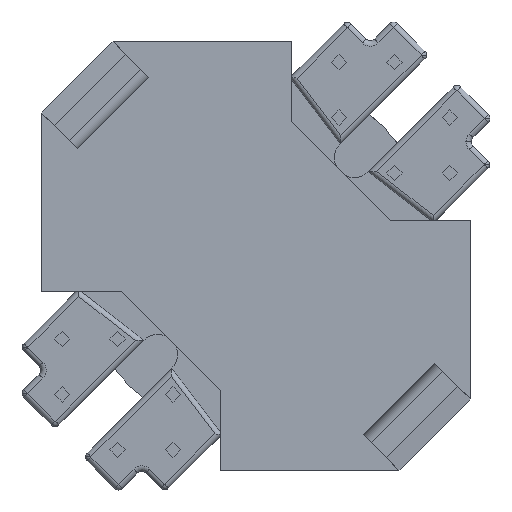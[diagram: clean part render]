
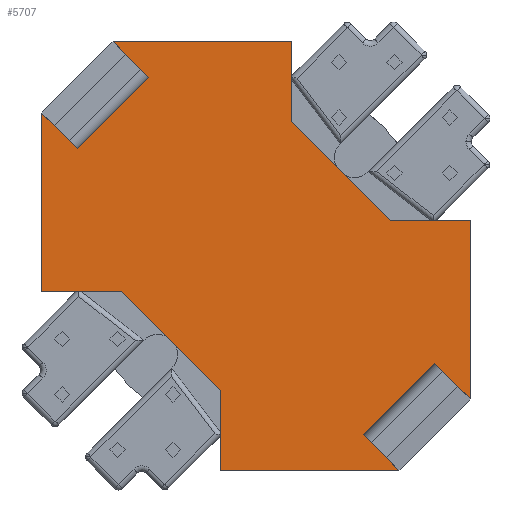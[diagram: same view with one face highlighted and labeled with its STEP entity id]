
A CAD part, front view. The second image highlights one B-rep face of the part: STEP entity #5707.
In plain terms, the highlighted face is planar.
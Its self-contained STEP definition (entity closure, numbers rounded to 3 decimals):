
#1 = DIRECTION ( 'NONE',  ( 0., -0.707, 0.707 ) ) ;
#105 = EDGE_CURVE ( 'NONE', #4827, #596, #6247, .T. ) ;
#130 = ORIENTED_EDGE ( 'NONE', *, *, #347, .T. ) ;
#222 = LINE ( 'NONE', #7701, #5249 ) ;
#265 = EDGE_CURVE ( 'NONE', #8694, #8731, #1187, .T. ) ;
#284 = DIRECTION ( 'NONE',  ( 0., 0.707, -0.707 ) ) ;
#347 = EDGE_CURVE ( 'NONE', #2437, #2863, #5537, .T. ) ;
#370 = VERTEX_POINT ( 'NONE', #8454 ) ;
#463 = EDGE_LOOP ( 'NONE', ( #6918, #5424, #3367, #5024, #5202, #1157, #5170, #7887, #4804, #6913, #6840, #130, #5293, #7654, #3296, #6023 ) ) ;
#482 = CARTESIAN_POINT ( 'NONE',  ( 0., -5.79, -16.2 ) ) ;
#563 = LINE ( 'NONE', #5737, #6174 ) ;
#596 = VERTEX_POINT ( 'NONE', #8184 ) ;
#690 = VECTOR ( 'NONE', #4429, 1000. ) ;
#828 = VERTEX_POINT ( 'NONE', #3495 ) ;
#979 = EDGE_CURVE ( 'NONE', #6926, #2754, #4525, .T. ) ;
#1046 = DIRECTION ( 'NONE',  ( 0., 0.707, 0.707 ) ) ;
#1076 = CARTESIAN_POINT ( 'NONE',  ( 0., -5.79, 0. ) ) ;
#1157 = ORIENTED_EDGE ( 'NONE', *, *, #265, .T. ) ;
#1187 = LINE ( 'NONE', #1076, #2655 ) ;
#1236 = VECTOR ( 'NONE', #7595, 1000. ) ;
#1237 = VECTOR ( 'NONE', #4667, 1000. ) ;
#1313 = CARTESIAN_POINT ( 'NONE',  ( 0., -14.83, -13.6 ) ) ;
#1339 = CARTESIAN_POINT ( 'NONE',  ( 0., -5.79, 0. ) ) ;
#1601 = VERTEX_POINT ( 'NONE', #2582 ) ;
#1961 = CARTESIAN_POINT ( 'NONE',  ( 0., 0., -5.79 ) ) ;
#1997 = LINE ( 'NONE', #2235, #5823 ) ;
#2034 = CARTESIAN_POINT ( 'NONE',  ( 0., -20.93, -5.79 ) ) ;
#2081 = PLANE ( 'NONE',  #2886 ) ;
#2084 = CARTESIAN_POINT ( 'NONE',  ( 0., -8.39, -2.6 ) ) ;
#2235 = CARTESIAN_POINT ( 'NONE',  ( 0., -8.39, -13.6 ) ) ;
#2311 = EDGE_CURVE ( 'NONE', #2863, #2818, #1997, .T. ) ;
#2437 = VERTEX_POINT ( 'NONE', #3256 ) ;
#2453 = VECTOR ( 'NONE', #4917, 1000. ) ;
#2582 = CARTESIAN_POINT ( 'NONE',  ( 0., -23.22, -10.41 ) ) ;
#2607 = CARTESIAN_POINT ( 'NONE',  ( 0., 0., -10.41 ) ) ;
#2644 = DIRECTION ( 'NONE',  ( 0., 0., -1. ) ) ;
#2655 = VECTOR ( 'NONE', #1046, 1000. ) ;
#2754 = VERTEX_POINT ( 'NONE', #7855 ) ;
#2818 = VERTEX_POINT ( 'NONE', #1313 ) ;
#2863 = VERTEX_POINT ( 'NONE', #7192 ) ;
#2886 = AXIS2_PLACEMENT_3D ( 'NONE', #7852, #9230, #5594 ) ;
#3027 = VECTOR ( 'NONE', #5769, 1000. ) ;
#3208 = CARTESIAN_POINT ( 'NONE',  ( 0., -23.22, -5.79 ) ) ;
#3213 = CARTESIAN_POINT ( 'NONE',  ( 0., -23.22, -5.79 ) ) ;
#3256 = CARTESIAN_POINT ( 'NONE',  ( 0., -5.79, -16.2 ) ) ;
#3296 = ORIENTED_EDGE ( 'NONE', *, *, #6930, .T. ) ;
#3327 = LINE ( 'NONE', #3757, #3770 ) ;
#3367 = ORIENTED_EDGE ( 'NONE', *, *, #7246, .T. ) ;
#3409 = VERTEX_POINT ( 'NONE', #8337 ) ;
#3427 = CARTESIAN_POINT ( 'NONE',  ( 0., 0., -10.41 ) ) ;
#3495 = CARTESIAN_POINT ( 'NONE',  ( 0., -14.83, -2.6 ) ) ;
#3550 = DIRECTION ( 'NONE',  ( 0., -0.707, -0.707 ) ) ;
#3683 = VECTOR ( 'NONE', #2644, 1000. ) ;
#3757 = CARTESIAN_POINT ( 'NONE',  ( 0., 0., -5.79 ) ) ;
#3770 = VECTOR ( 'NONE', #284, 1000. ) ;
#3809 = LINE ( 'NONE', #7241, #690 ) ;
#4423 = VERTEX_POINT ( 'NONE', #5797 ) ;
#4429 = DIRECTION ( 'NONE',  ( 0., -1., 0. ) ) ;
#4514 = DIRECTION ( 'NONE',  ( 0., 0., -1. ) ) ;
#4525 = LINE ( 'NONE', #8760, #8931 ) ;
#4544 = VECTOR ( 'NONE', #9084, 1000. ) ;
#4667 = DIRECTION ( 'NONE',  ( 0., -0.707, -0.707 ) ) ;
#4804 = ORIENTED_EDGE ( 'NONE', *, *, #7440, .T. ) ;
#4827 = VERTEX_POINT ( 'NONE', #3427 ) ;
#4917 = DIRECTION ( 'NONE',  ( 0., -1., 0. ) ) ;
#5011 = EDGE_CURVE ( 'NONE', #4827, #2437, #7767, .T. ) ;
#5024 = ORIENTED_EDGE ( 'NONE', *, *, #7975, .T. ) ;
#5081 = EDGE_CURVE ( 'NONE', #6926, #5509, #7648, .T. ) ;
#5170 = ORIENTED_EDGE ( 'NONE', *, *, #6112, .T. ) ;
#5202 = ORIENTED_EDGE ( 'NONE', *, *, #7559, .T. ) ;
#5230 = DIRECTION ( 'NONE',  ( 0., -1., 0. ) ) ;
#5249 = VECTOR ( 'NONE', #6253, 1000. ) ;
#5293 = ORIENTED_EDGE ( 'NONE', *, *, #2311, .T. ) ;
#5355 = LINE ( 'NONE', #2084, #3027 ) ;
#5424 = ORIENTED_EDGE ( 'NONE', *, *, #5081, .T. ) ;
#5509 = VERTEX_POINT ( 'NONE', #3208 ) ;
#5522 = VERTEX_POINT ( 'NONE', #1961 ) ;
#5537 = LINE ( 'NONE', #482, #4544 ) ;
#5594 = DIRECTION ( 'NONE',  ( 0., -1., 0. ) ) ;
#5597 = LINE ( 'NONE', #5602, #3683 ) ;
#5602 = CARTESIAN_POINT ( 'NONE',  ( 0., -2.29, -5.79 ) ) ;
#5707 = ADVANCED_FACE ( 'NONE', ( #6837 ), #2081, .T. ) ;
#5737 = CARTESIAN_POINT ( 'NONE',  ( 0., -17.43, -16.2 ) ) ;
#5769 = DIRECTION ( 'NONE',  ( 0., 1., 0. ) ) ;
#5797 = CARTESIAN_POINT ( 'NONE',  ( 0., -2.29, -5.79 ) ) ;
#5823 = VECTOR ( 'NONE', #8753, 1000. ) ;
#6023 = ORIENTED_EDGE ( 'NONE', *, *, #9342, .F. ) ;
#6112 = EDGE_CURVE ( 'NONE', #8731, #5522, #3327, .T. ) ;
#6174 = VECTOR ( 'NONE', #3550, 1000. ) ;
#6247 = LINE ( 'NONE', #8194, #7251 ) ;
#6253 = DIRECTION ( 'NONE',  ( 0., -1., 0. ) ) ;
#6370 = CARTESIAN_POINT ( 'NONE',  ( 0., -17.43, 0. ) ) ;
#6837 = FACE_OUTER_BOUND ( 'NONE', #463, .T. ) ;
#6840 = ORIENTED_EDGE ( 'NONE', *, *, #5011, .T. ) ;
#6913 = ORIENTED_EDGE ( 'NONE', *, *, #105, .F. ) ;
#6918 = ORIENTED_EDGE ( 'NONE', *, *, #979, .F. ) ;
#6926 = VERTEX_POINT ( 'NONE', #2034 ) ;
#6930 = EDGE_CURVE ( 'NONE', #3409, #1601, #8344, .T. ) ;
#7192 = CARTESIAN_POINT ( 'NONE',  ( 0., -8.39, -13.6 ) ) ;
#7205 = CARTESIAN_POINT ( 'NONE',  ( 0., -23.22, -10.41 ) ) ;
#7241 = CARTESIAN_POINT ( 'NONE',  ( 0., -23.22, -10.41 ) ) ;
#7246 = EDGE_CURVE ( 'NONE', #5509, #370, #7642, .T. ) ;
#7251 = VECTOR ( 'NONE', #5230, 1000. ) ;
#7283 = EDGE_CURVE ( 'NONE', #2818, #3409, #563, .T. ) ;
#7321 = EDGE_CURVE ( 'NONE', #5522, #4423, #222, .T. ) ;
#7440 = EDGE_CURVE ( 'NONE', #4423, #596, #5597, .T. ) ;
#7536 = VECTOR ( 'NONE', #1, 1000. ) ;
#7559 = EDGE_CURVE ( 'NONE', #828, #8694, #5355, .T. ) ;
#7595 = DIRECTION ( 'NONE',  ( 0., 0.707, 0.707 ) ) ;
#7619 = LINE ( 'NONE', #6370, #8198 ) ;
#7642 = LINE ( 'NONE', #3213, #1236 ) ;
#7648 = LINE ( 'NONE', #7775, #2453 ) ;
#7654 = ORIENTED_EDGE ( 'NONE', *, *, #7283, .T. ) ;
#7688 = CARTESIAN_POINT ( 'NONE',  ( 0., -8.39, -2.6 ) ) ;
#7701 = CARTESIAN_POINT ( 'NONE',  ( 0., 0., -5.79 ) ) ;
#7767 = LINE ( 'NONE', #2607, #1237 ) ;
#7775 = CARTESIAN_POINT ( 'NONE',  ( 0., -23.22, -5.79 ) ) ;
#7852 = CARTESIAN_POINT ( 'NONE',  ( 0., 0., -16.2 ) ) ;
#7855 = CARTESIAN_POINT ( 'NONE',  ( 0., -20.93, -10.41 ) ) ;
#7887 = ORIENTED_EDGE ( 'NONE', *, *, #7321, .T. ) ;
#7975 = EDGE_CURVE ( 'NONE', #370, #828, #7619, .T. ) ;
#8184 = CARTESIAN_POINT ( 'NONE',  ( 0., -2.29, -10.41 ) ) ;
#8194 = CARTESIAN_POINT ( 'NONE',  ( 0., 0., -10.41 ) ) ;
#8198 = VECTOR ( 'NONE', #8554, 1000. ) ;
#8337 = CARTESIAN_POINT ( 'NONE',  ( 0., -17.43, -16.2 ) ) ;
#8344 = LINE ( 'NONE', #7205, #7536 ) ;
#8454 = CARTESIAN_POINT ( 'NONE',  ( 0., -17.43, 0. ) ) ;
#8554 = DIRECTION ( 'NONE',  ( 0., 0.707, -0.707 ) ) ;
#8694 = VERTEX_POINT ( 'NONE', #7688 ) ;
#8731 = VERTEX_POINT ( 'NONE', #1339 ) ;
#8753 = DIRECTION ( 'NONE',  ( 0., -1., 0. ) ) ;
#8760 = CARTESIAN_POINT ( 'NONE',  ( 0., -20.93, -5.79 ) ) ;
#8931 = VECTOR ( 'NONE', #4514, 1000. ) ;
#9084 = DIRECTION ( 'NONE',  ( 0., -0.707, 0.707 ) ) ;
#9230 = DIRECTION ( 'NONE',  ( -1., 0., 0. ) ) ;
#9342 = EDGE_CURVE ( 'NONE', #2754, #1601, #3809, .T. ) ;
